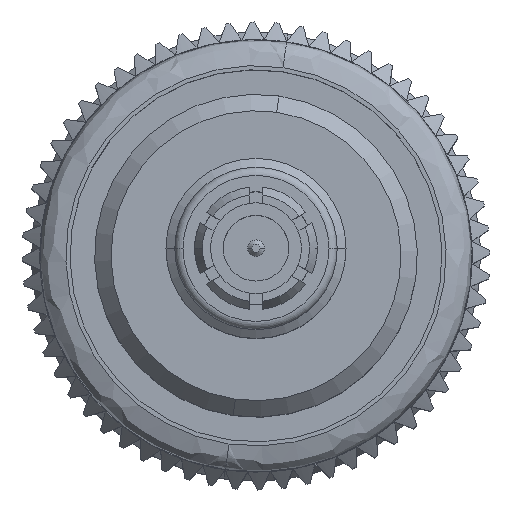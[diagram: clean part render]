
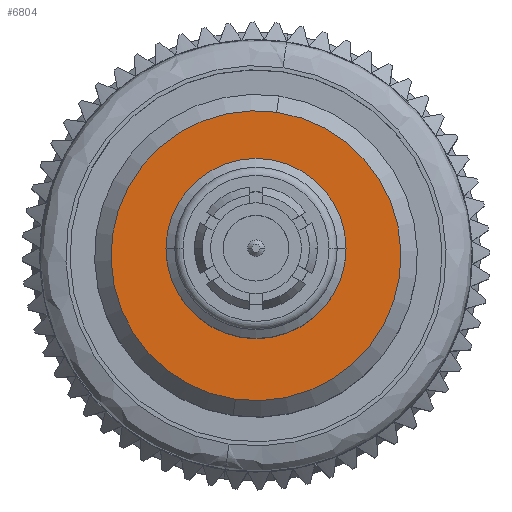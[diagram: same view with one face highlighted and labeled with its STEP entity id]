
A CAD part, top view. The second image highlights one B-rep face of the part: STEP entity #6804.
In plain terms, the highlighted face is planar.
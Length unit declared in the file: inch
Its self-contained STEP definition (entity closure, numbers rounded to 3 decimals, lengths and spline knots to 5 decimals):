
#76 = AXIS2_PLACEMENT_3D ( 'NONE', #15999, #3515, #15726 ) ;
#439 = CARTESIAN_POINT ( 'NONE',  ( 0.95378, 0., -0.053 ) ) ;
#1576 = AXIS2_PLACEMENT_3D ( 'NONE', #12410, #4219, #5520 ) ;
#1751 = EDGE_CURVE ( 'NONE', #5065, #7521, #17583, .T. ) ;
#2039 = DIRECTION ( 'NONE',  ( 0., 0., 1. ) ) ;
#2805 = DIRECTION ( 'NONE',  ( 1., 0., 0. ) ) ;
#2973 = CARTESIAN_POINT ( 'NONE',  ( 0.95378, 0., 0.17667 ) ) ;
#3117 = AXIS2_PLACEMENT_3D ( 'NONE', #8408, #9767, #13968 ) ;
#3245 = EDGE_CURVE ( 'NONE', #6660, #12304, #11469, .T. ) ;
#3351 = AXIS2_PLACEMENT_3D ( 'NONE', #7708, #4639, #14471 ) ;
#3515 = DIRECTION ( 'NONE',  ( -1., 0., 0. ) ) ;
#4012 = ORIENTED_EDGE ( 'NONE', *, *, #1751, .F. ) ;
#4219 = DIRECTION ( 'NONE',  ( 1., 0., 0. ) ) ;
#4430 = EDGE_CURVE ( 'NONE', #7521, #5065, #14121, .T. ) ;
#4639 = DIRECTION ( 'NONE',  ( 1., 0., 0. ) ) ;
#5065 = VERTEX_POINT ( 'NONE', #17689 ) ;
#5520 = DIRECTION ( 'NONE',  ( 0., 0., 1. ) ) ;
#6660 = VERTEX_POINT ( 'NONE', #2973 ) ;
#6804 = ADVANCED_FACE ( 'NONE', ( #10348, #13256 ), #10451, .F. ) ;
#7521 = VERTEX_POINT ( 'NONE', #439 ) ;
#7708 = CARTESIAN_POINT ( 'NONE',  ( 0.95378, 0., 0. ) ) ;
#8408 = CARTESIAN_POINT ( 'NONE',  ( 0.95378, 0., 0. ) ) ;
#9767 = DIRECTION ( 'NONE',  ( 1., 0., 0. ) ) ;
#10348 = FACE_OUTER_BOUND ( 'NONE', #17504, .T. ) ;
#10451 = PLANE ( 'NONE',  #76 ) ;
#11469 = CIRCLE ( 'NONE', #17283, 0.17667 ) ;
#12304 = VERTEX_POINT ( 'NONE', #15588 ) ;
#12410 = CARTESIAN_POINT ( 'NONE',  ( 0.95378, 0., 0. ) ) ;
#13010 = CIRCLE ( 'NONE', #3117, 0.17667 ) ;
#13148 = ORIENTED_EDGE ( 'NONE', *, *, #4430, .F. ) ;
#13256 = FACE_BOUND ( 'NONE', #16586, .T. ) ;
#13473 = ORIENTED_EDGE ( 'NONE', *, *, #14939, .T. ) ;
#13968 = DIRECTION ( 'NONE',  ( 0., 0., 1. ) ) ;
#14121 = CIRCLE ( 'NONE', #3351, 0.053 ) ;
#14264 = CARTESIAN_POINT ( 'NONE',  ( 0.95378, 0., 0. ) ) ;
#14471 = DIRECTION ( 'NONE',  ( 0., 0., 1. ) ) ;
#14939 = EDGE_CURVE ( 'NONE', #12304, #6660, #13010, .T. ) ;
#15508 = ORIENTED_EDGE ( 'NONE', *, *, #3245, .T. ) ;
#15588 = CARTESIAN_POINT ( 'NONE',  ( 0.95378, 0., -0.17667 ) ) ;
#15726 = DIRECTION ( 'NONE',  ( 0., 0., 1. ) ) ;
#15999 = CARTESIAN_POINT ( 'NONE',  ( 0.95378, -0.28473, -0.30029 ) ) ;
#16586 = EDGE_LOOP ( 'NONE', ( #4012, #13148 ) ) ;
#17283 = AXIS2_PLACEMENT_3D ( 'NONE', #14264, #2805, #2039 ) ;
#17504 = EDGE_LOOP ( 'NONE', ( #15508, #13473 ) ) ;
#17583 = CIRCLE ( 'NONE', #1576, 0.053 ) ;
#17689 = CARTESIAN_POINT ( 'NONE',  ( 0.95378, 0., 0.053 ) ) ;
